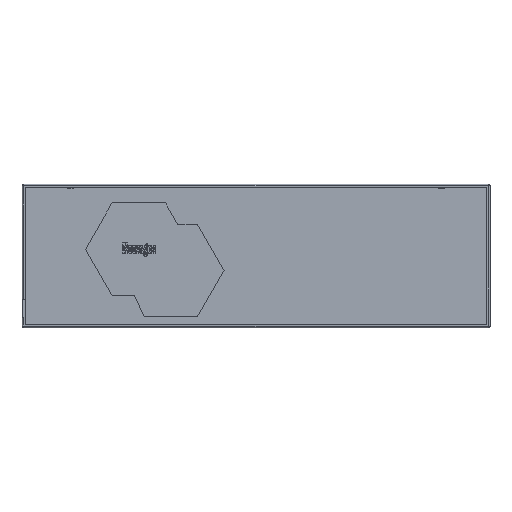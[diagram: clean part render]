
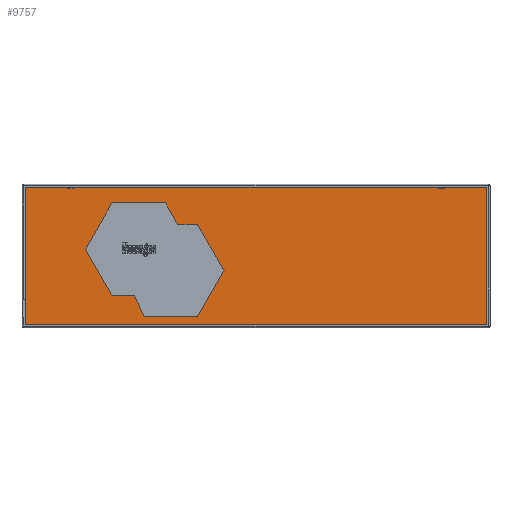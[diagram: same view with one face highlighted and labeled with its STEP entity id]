
A CAD part, top view. The second image highlights one B-rep face of the part: STEP entity #9757.
In plain terms, the highlighted planar face has unit normal (0, 0, 1).
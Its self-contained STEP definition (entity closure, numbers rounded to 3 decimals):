
#82=FACE_BOUND('',#1649,.T.);
#1114=FACE_OUTER_BOUND('',#1648,.T.);
#1648=EDGE_LOOP('',(#7762,#7763,#7764,#7765,#7766,#7767,#7768,#7769,#7770,
#7771,#7772,#7773));
#1649=EDGE_LOOP('',(#7774,#7775,#7776,#7777,#7778,#7779,#7780,#7781,#7782,
#7783));
#2274=LINE('',#14625,#3248);
#2277=LINE('',#14630,#3251);
#2279=LINE('',#14634,#3253);
#2281=LINE('',#14638,#3255);
#2283=LINE('',#14642,#3257);
#2285=LINE('',#14646,#3259);
#2287=LINE('',#14650,#3261);
#2289=LINE('',#14654,#3263);
#2291=LINE('',#14658,#3265);
#2293=LINE('',#14661,#3267);
#2515=LINE('',#15107,#3489);
#2516=LINE('',#15110,#3490);
#2519=LINE('',#15116,#3493);
#2551=LINE('',#15180,#3525);
#2555=LINE('',#15188,#3529);
#2569=LINE('',#15216,#3543);
#2592=LINE('',#15261,#3566);
#2593=LINE('',#15263,#3567);
#2594=LINE('',#15265,#3568);
#2595=LINE('',#15267,#3569);
#2596=LINE('',#15268,#3570);
#2597=LINE('',#15269,#3571);
#3248=VECTOR('',#10883,10.);
#3251=VECTOR('',#10888,10.);
#3253=VECTOR('',#10892,10.);
#3255=VECTOR('',#10896,10.);
#3257=VECTOR('',#10900,10.);
#3259=VECTOR('',#10904,10.);
#3261=VECTOR('',#10908,10.);
#3263=VECTOR('',#10912,10.);
#3265=VECTOR('',#10916,10.);
#3267=VECTOR('',#10920,10.);
#3489=VECTOR('',#11290,10.);
#3490=VECTOR('',#11293,10.);
#3493=VECTOR('',#11298,10.);
#3525=VECTOR('',#11352,10.);
#3529=VECTOR('',#11358,10.);
#3543=VECTOR('',#11380,10.);
#3566=VECTOR('',#11419,10.);
#3567=VECTOR('',#11420,10.);
#3568=VECTOR('',#11421,10.);
#3569=VECTOR('',#11422,10.);
#3570=VECTOR('',#11423,10.);
#3571=VECTOR('',#11424,10.);
#4220=VERTEX_POINT('',#14623);
#4221=VERTEX_POINT('',#14624);
#4222=VERTEX_POINT('',#14629);
#4223=VERTEX_POINT('',#14633);
#4224=VERTEX_POINT('',#14637);
#4225=VERTEX_POINT('',#14641);
#4226=VERTEX_POINT('',#14645);
#4227=VERTEX_POINT('',#14649);
#4228=VERTEX_POINT('',#14653);
#4229=VERTEX_POINT('',#14657);
#4375=VERTEX_POINT('',#15097);
#4379=VERTEX_POINT('',#15105);
#4380=VERTEX_POINT('',#15109);
#4382=VERTEX_POINT('',#15115);
#4402=VERTEX_POINT('',#15178);
#4403=VERTEX_POINT('',#15179);
#4406=VERTEX_POINT('',#15187);
#4416=VERTEX_POINT('',#15215);
#4430=VERTEX_POINT('',#15260);
#4431=VERTEX_POINT('',#15262);
#4432=VERTEX_POINT('',#15264);
#4433=VERTEX_POINT('',#15266);
#5358=EDGE_CURVE('',#4220,#4221,#2274,.T.);
#5361=EDGE_CURVE('',#4222,#4220,#2277,.T.);
#5363=EDGE_CURVE('',#4223,#4222,#2279,.T.);
#5365=EDGE_CURVE('',#4224,#4223,#2281,.T.);
#5367=EDGE_CURVE('',#4225,#4224,#2283,.T.);
#5369=EDGE_CURVE('',#4226,#4225,#2285,.T.);
#5371=EDGE_CURVE('',#4227,#4226,#2287,.T.);
#5373=EDGE_CURVE('',#4228,#4227,#2289,.T.);
#5375=EDGE_CURVE('',#4229,#4228,#2291,.T.);
#5377=EDGE_CURVE('',#4221,#4229,#2293,.T.);
#5599=EDGE_CURVE('',#4375,#4379,#2515,.T.);
#5600=EDGE_CURVE('',#4379,#4380,#2516,.T.);
#5603=EDGE_CURVE('',#4380,#4382,#2519,.T.);
#5635=EDGE_CURVE('',#4402,#4403,#2551,.T.);
#5639=EDGE_CURVE('',#4403,#4406,#2555,.T.);
#5653=EDGE_CURVE('',#4416,#4402,#2569,.T.);
#5676=EDGE_CURVE('',#4430,#4382,#2592,.T.);
#5677=EDGE_CURVE('',#4431,#4430,#2593,.T.);
#5678=EDGE_CURVE('',#4432,#4431,#2594,.T.);
#5679=EDGE_CURVE('',#4433,#4432,#2595,.T.);
#5680=EDGE_CURVE('',#4416,#4433,#2596,.T.);
#5681=EDGE_CURVE('',#4375,#4406,#2597,.T.);
#7762=ORIENTED_EDGE('',*,*,#5599,.T.);
#7763=ORIENTED_EDGE('',*,*,#5600,.T.);
#7764=ORIENTED_EDGE('',*,*,#5603,.T.);
#7765=ORIENTED_EDGE('',*,*,#5676,.F.);
#7766=ORIENTED_EDGE('',*,*,#5677,.F.);
#7767=ORIENTED_EDGE('',*,*,#5678,.F.);
#7768=ORIENTED_EDGE('',*,*,#5679,.F.);
#7769=ORIENTED_EDGE('',*,*,#5680,.F.);
#7770=ORIENTED_EDGE('',*,*,#5653,.T.);
#7771=ORIENTED_EDGE('',*,*,#5635,.T.);
#7772=ORIENTED_EDGE('',*,*,#5639,.T.);
#7773=ORIENTED_EDGE('',*,*,#5681,.F.);
#7774=ORIENTED_EDGE('',*,*,#5358,.T.);
#7775=ORIENTED_EDGE('',*,*,#5377,.T.);
#7776=ORIENTED_EDGE('',*,*,#5375,.T.);
#7777=ORIENTED_EDGE('',*,*,#5373,.T.);
#7778=ORIENTED_EDGE('',*,*,#5371,.T.);
#7779=ORIENTED_EDGE('',*,*,#5369,.T.);
#7780=ORIENTED_EDGE('',*,*,#5367,.T.);
#7781=ORIENTED_EDGE('',*,*,#5365,.T.);
#7782=ORIENTED_EDGE('',*,*,#5363,.T.);
#7783=ORIENTED_EDGE('',*,*,#5361,.T.);
#9394=PLANE('',#10214);
#9757=ADVANCED_FACE('',(#1114,#82),#9394,.T.);
#10214=AXIS2_PLACEMENT_3D('',#15259,#11417,#11418);
#10883=DIRECTION('',(-0.5,-0.866,0.));
#10888=DIRECTION('',(0.5,-0.866,0.));
#10892=DIRECTION('',(1.,0.,0.));
#10896=DIRECTION('',(0.5,-0.866,0.));
#10900=DIRECTION('',(1.,0.,0.));
#10904=DIRECTION('',(0.5,0.866,0.));
#10908=DIRECTION('',(-0.5,0.866,0.));
#10912=DIRECTION('',(-1.,0.,0.));
#10916=DIRECTION('',(-0.411,0.911,0.));
#10920=DIRECTION('',(-1.,0.,0.));
#11290=DIRECTION('',(0.,-1.,0.));
#11293=DIRECTION('',(-1.,0.,0.));
#11298=DIRECTION('',(0.,1.,0.));
#11352=DIRECTION('',(-1.,0.,0.));
#11358=DIRECTION('',(0.,1.,0.));
#11380=DIRECTION('',(0.,-1.,0.));
#11417=DIRECTION('center_axis',(0.,0.,1.));
#11418=DIRECTION('ref_axis',(1.,0.,0.));
#11419=DIRECTION('',(1.,0.,0.));
#11420=DIRECTION('',(0.,1.,0.));
#11421=DIRECTION('',(-1.,0.,0.));
#11422=DIRECTION('',(0.,-1.,0.));
#11423=DIRECTION('',(1.,0.,0.));
#11424=DIRECTION('',(1.,0.,0.));
#14623=CARTESIAN_POINT('',(-35.,6.699,0.));
#14624=CARTESIAN_POINT('',(-60.,-36.603,0.));
#14625=CARTESIAN_POINT('',(-28.322,18.265,0.));
#14629=CARTESIAN_POINT('',(-60.,50.,0.));
#14630=CARTESIAN_POINT('',(-46.686,26.94,0.));
#14633=CARTESIAN_POINT('',(-78.453,50.,0.));
#14634=CARTESIAN_POINT('',(-41.743,50.,0.));
#14637=CARTESIAN_POINT('',(-90.,70.,0.));
#14638=CARTESIAN_POINT('',(-68.606,32.945,0.));
#14641=CARTESIAN_POINT('',(-140.,70.,0.));
#14642=CARTESIAN_POINT('',(-72.517,70.,0.));
#14645=CARTESIAN_POINT('',(-165.,26.699,0.));
#14646=CARTESIAN_POINT('',(-146.402,58.911,0.));
#14649=CARTESIAN_POINT('',(-140.,-16.603,0.));
#14650=CARTESIAN_POINT('',(-131.106,-32.007,0.));
#14653=CARTESIAN_POINT('',(-119.029,-16.603,0.));
#14654=CARTESIAN_POINT('',(-62.032,-16.603,0.));
#14657=CARTESIAN_POINT('',(-110.,-36.603,0.));
#14658=CARTESIAN_POINT('',(-111.773,-32.675,0.));
#14661=CARTESIAN_POINT('',(-32.517,-36.603,0.));
#15097=CARTESIAN_POINT('',(-176.512,84.446,0.));
#15105=CARTESIAN_POINT('',(-176.512,83.446,0.));
#15107=CARTESIAN_POINT('',(-176.512,53.843,0.));
#15109=CARTESIAN_POINT('',(-181.735,83.446,0.));
#15110=CARTESIAN_POINT('',(-92.079,83.446,0.));
#15115=CARTESIAN_POINT('',(-181.735,84.446,0.));
#15116=CARTESIAN_POINT('',(-181.735,53.843,0.));
#15178=CARTESIAN_POINT('',(171.688,83.446,0.));
#15179=CARTESIAN_POINT('',(166.464,83.446,0.));
#15180=CARTESIAN_POINT('',(82.021,83.446,0.));
#15187=CARTESIAN_POINT('',(166.464,84.446,0.));
#15188=CARTESIAN_POINT('',(166.464,53.843,0.));
#15215=CARTESIAN_POINT('',(171.688,84.446,0.));
#15216=CARTESIAN_POINT('',(171.688,53.843,0.));
#15259=CARTESIAN_POINT('Origin',(-5.034,20.241,0.));
#15260=CARTESIAN_POINT('',(-221.524,84.446,0.));
#15261=CARTESIAN_POINT('',(-221.524,84.446,0.));
#15262=CARTESIAN_POINT('',(-221.524,-43.964,0.));
#15263=CARTESIAN_POINT('',(-221.524,-43.964,0.));
#15264=CARTESIAN_POINT('',(211.456,-43.964,0.));
#15265=CARTESIAN_POINT('',(211.456,-43.964,0.));
#15266=CARTESIAN_POINT('',(211.456,84.446,0.));
#15267=CARTESIAN_POINT('',(211.456,84.446,0.));
#15268=CARTESIAN_POINT('',(-221.524,84.446,0.));
#15269=CARTESIAN_POINT('',(-221.524,84.446,0.));
